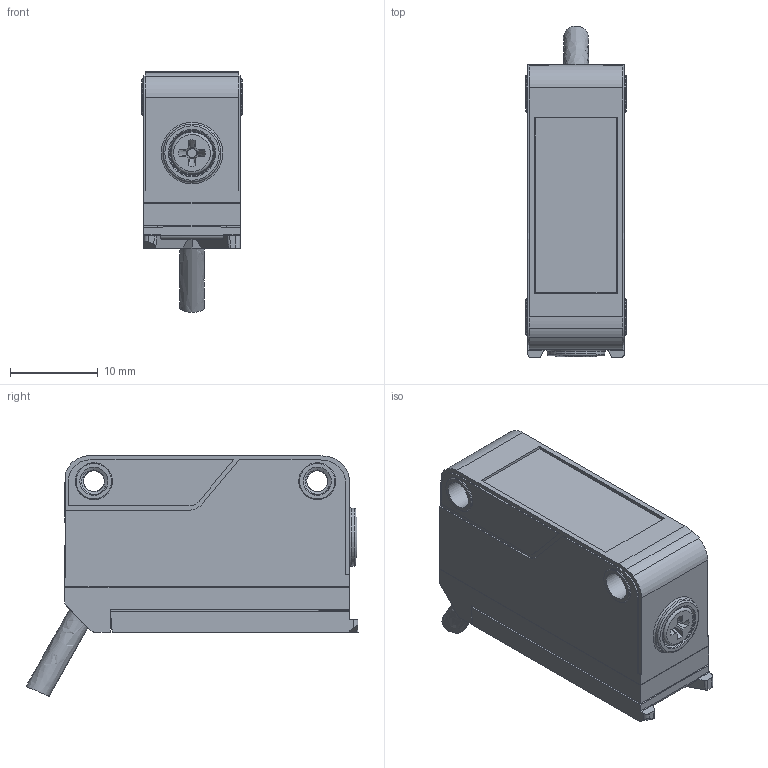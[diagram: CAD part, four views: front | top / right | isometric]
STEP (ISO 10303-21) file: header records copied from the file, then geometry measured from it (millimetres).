
FILE_DESCRIPTION (( 'STEP AP214' ), '1' );
FILE_NAME ('FBM-RS-0P-0A.STEP', '2025-11-11T19:36:06', ( '' ), ( '' ), 'SwSTEP 2.0', 'SolidWorks 2024', '' );
FILE_SCHEMA (( 'AUTOMOTIVE_DESIGN' ));
Length unit declared in the file: millimetre
Products named in the file (1): FBM-RS-0P-0A
Bounding box: 11.4 x 37.75 x 27.35 mm (x, y, z)
Volume: 6816.1 mm3; surface area: 3341.1 mm2
Topology: 1 solids, 1 shells, 223 faces, 616 edges, 409 vertices
Faces by surface type: plane 140, cylinder 50, cone 22, torus 6, bspline 5
Full cylindrical faces by diameter (mm): 1 x1, 3.2 x4, 4.2 x4
Entity records: 17151 total; most frequent: CARTESIAN_POINT 11784, ORIENTED_EDGE 1138, DIRECTION 1037, EDGE_CURVE 569, VERTEX_POINT 390, LINE 383, VECTOR 383, AXIS2_PLACEMENT_3D 327
